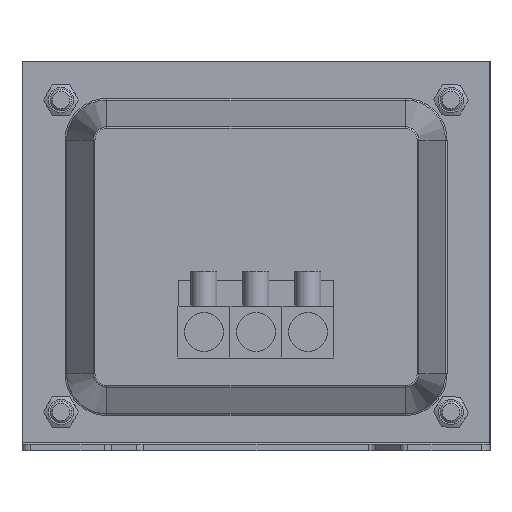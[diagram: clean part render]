
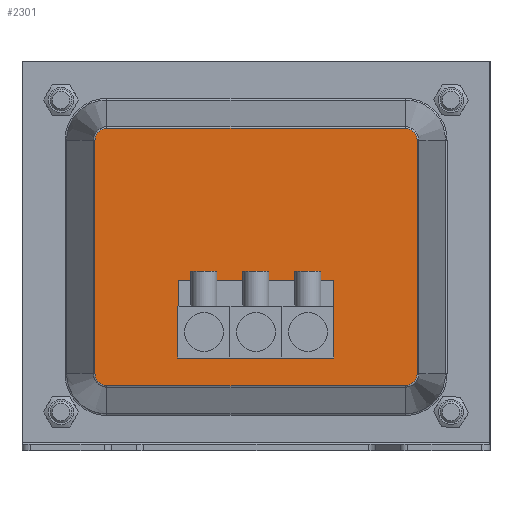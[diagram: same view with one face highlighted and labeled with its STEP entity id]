
A CAD part, front view. The second image highlights one B-rep face of the part: STEP entity #2301.
In plain terms, the highlighted face is planar.
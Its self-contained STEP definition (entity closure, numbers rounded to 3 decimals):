
#192=FACE_BOUND('',#562,.T.);
#284=PLANE('',#2661);
#427=FACE_OUTER_BOUND('',#561,.T.);
#561=EDGE_LOOP('',(#1960,#1961,#1962,#1963,#1964,#1965,#1966,#1967));
#562=EDGE_LOOP('',(#1968,#1969,#1970,#1971));
#699=LINE('',#3754,#880);
#703=LINE('',#3762,#884);
#706=LINE('',#3768,#887);
#709=LINE('',#3773,#890);
#731=LINE('',#3853,#912);
#733=LINE('',#3873,#914);
#736=LINE('',#3880,#917);
#738=LINE('',#3895,#919);
#880=VECTOR('',#3013,10.);
#884=VECTOR('',#3019,10.);
#887=VECTOR('',#3024,10.);
#890=VECTOR('',#3029,10.);
#912=VECTOR('',#3113,10.);
#914=VECTOR('',#3137,10.);
#917=VECTOR('',#3144,10.);
#919=VECTOR('',#3164,10.);
#1052=CIRCLE('',#2636,2.728);
#1056=CIRCLE('',#2641,2.728);
#1060=CIRCLE('',#2648,2.728);
#1064=CIRCLE('',#2653,2.728);
#1174=VERTEX_POINT('',#3752);
#1175=VERTEX_POINT('',#3753);
#1178=VERTEX_POINT('',#3761);
#1180=VERTEX_POINT('',#3767);
#1207=VERTEX_POINT('',#3850);
#1208=VERTEX_POINT('',#3852);
#1211=VERTEX_POINT('',#3859);
#1212=VERTEX_POINT('',#3864);
#1215=VERTEX_POINT('',#3871);
#1216=VERTEX_POINT('',#3876);
#1219=VERTEX_POINT('',#3883);
#1220=VERTEX_POINT('',#3888);
#1412=EDGE_CURVE('',#1174,#1175,#699,.T.);
#1416=EDGE_CURVE('',#1178,#1174,#703,.T.);
#1419=EDGE_CURVE('',#1180,#1178,#706,.T.);
#1422=EDGE_CURVE('',#1175,#1180,#709,.T.);
#1461=EDGE_CURVE('',#1207,#1208,#731,.T.);
#1465=EDGE_CURVE('',#1211,#1207,#1052,.T.);
#1469=EDGE_CURVE('',#1208,#1212,#1056,.T.);
#1471=EDGE_CURVE('',#1215,#1211,#733,.T.);
#1475=EDGE_CURVE('',#1212,#1216,#736,.T.);
#1477=EDGE_CURVE('',#1219,#1215,#1060,.T.);
#1481=EDGE_CURVE('',#1216,#1220,#1064,.T.);
#1483=EDGE_CURVE('',#1220,#1219,#738,.T.);
#1960=ORIENTED_EDGE('',*,*,#1461,.F.);
#1961=ORIENTED_EDGE('',*,*,#1465,.F.);
#1962=ORIENTED_EDGE('',*,*,#1471,.F.);
#1963=ORIENTED_EDGE('',*,*,#1477,.F.);
#1964=ORIENTED_EDGE('',*,*,#1483,.F.);
#1965=ORIENTED_EDGE('',*,*,#1481,.F.);
#1966=ORIENTED_EDGE('',*,*,#1475,.F.);
#1967=ORIENTED_EDGE('',*,*,#1469,.F.);
#1968=ORIENTED_EDGE('',*,*,#1412,.T.);
#1969=ORIENTED_EDGE('',*,*,#1422,.T.);
#1970=ORIENTED_EDGE('',*,*,#1419,.T.);
#1971=ORIENTED_EDGE('',*,*,#1416,.T.);
#2301=ADVANCED_FACE('',(#427,#192),#284,.T.);
#2636=AXIS2_PLACEMENT_3D('',#3861,#3121,#3122);
#2641=AXIS2_PLACEMENT_3D('',#3868,#3131,#3132);
#2648=AXIS2_PLACEMENT_3D('',#3885,#3149,#3150);
#2653=AXIS2_PLACEMENT_3D('',#3892,#3159,#3160);
#2661=AXIS2_PLACEMENT_3D('',#3914,#3184,#3185);
#3013=DIRECTION('',(0.,0.,-1.));
#3019=DIRECTION('',(-1.,0.,0.));
#3024=DIRECTION('',(0.,0.,1.));
#3029=DIRECTION('',(1.,0.,0.));
#3113=DIRECTION('',(1.,0.,0.));
#3121=DIRECTION('center_axis',(0.,-1.,0.));
#3122=DIRECTION('ref_axis',(-0.707,0.,-0.707));
#3131=DIRECTION('center_axis',(0.,-1.,0.));
#3132=DIRECTION('ref_axis',(0.707,0.,-0.707));
#3137=DIRECTION('',(0.,0.,-1.));
#3144=DIRECTION('',(0.,0.,1.));
#3149=DIRECTION('center_axis',(0.,-1.,0.));
#3150=DIRECTION('ref_axis',(-0.707,0.,0.707));
#3159=DIRECTION('center_axis',(0.,-1.,0.));
#3160=DIRECTION('ref_axis',(0.707,0.,0.707));
#3164=DIRECTION('',(-1.,0.,0.));
#3184=DIRECTION('center_axis',(0.,1.,0.));
#3185=DIRECTION('ref_axis',(0.,0.,1.));
#3752=CARTESIAN_POINT('',(-39.458,37.,72.));
#3753=CARTESIAN_POINT('',(-39.458,37.,36.));
#3754=CARTESIAN_POINT('',(-39.458,37.,62.994));
#3761=CARTESIAN_POINT('',(-21.458,37.,72.));
#3762=CARTESIAN_POINT('',(-33.118,37.,72.));
#3767=CARTESIAN_POINT('',(-21.458,37.,36.));
#3768=CARTESIAN_POINT('',(-21.458,37.,44.994));
#3773=CARTESIAN_POINT('',(-42.118,37.,36.));
#3850=CARTESIAN_POINT('',(-71.73,37.,16.808));
#3852=CARTESIAN_POINT('',(-17.826,37.,16.808));
#3853=CARTESIAN_POINT('',(-31.302,37.,16.808));
#3859=CARTESIAN_POINT('',(-74.458,37.,19.537));
#3861=CARTESIAN_POINT('Origin',(-71.73,37.,19.537));
#3864=CARTESIAN_POINT('',(-15.098,37.,19.537));
#3868=CARTESIAN_POINT('Origin',(-17.826,37.,19.537));
#3871=CARTESIAN_POINT('',(-74.458,37.,88.441));
#3873=CARTESIAN_POINT('',(-74.458,37.,36.763));
#3876=CARTESIAN_POINT('',(-15.098,37.,88.441));
#3880=CARTESIAN_POINT('',(-15.098,37.,71.215));
#3883=CARTESIAN_POINT('',(-71.73,37.,91.169));
#3885=CARTESIAN_POINT('Origin',(-71.73,37.,88.441));
#3888=CARTESIAN_POINT('',(-17.826,37.,91.169));
#3892=CARTESIAN_POINT('Origin',(-17.826,37.,88.441));
#3895=CARTESIAN_POINT('',(-58.254,37.,91.169));
#3914=CARTESIAN_POINT('Origin',(-44.778,37.,53.989));
